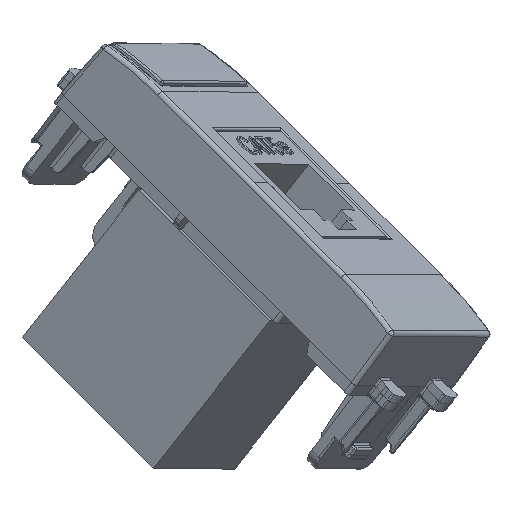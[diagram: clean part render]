
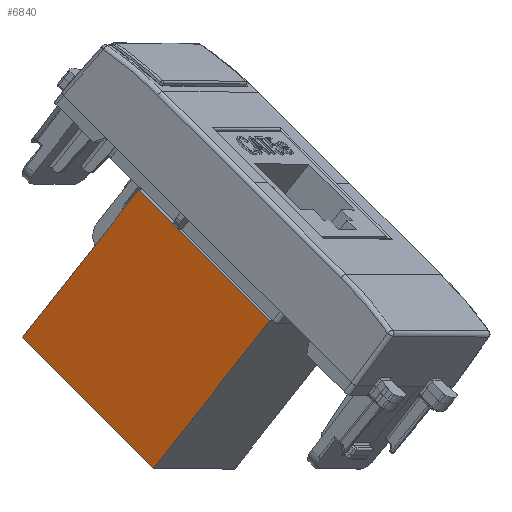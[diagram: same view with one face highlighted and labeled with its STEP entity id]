
A CAD part, isometric view. The second image highlights one B-rep face of the part: STEP entity #6840.
In plain terms, the highlighted face is planar.
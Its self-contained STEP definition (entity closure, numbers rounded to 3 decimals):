
#6691=CARTESIAN_POINT('Vertex',(-9.,-10.,15.3)) ;
#6705=CARTESIAN_POINT('Vertex',(-9.,10.,15.3)) ;
#6708=CARTESIAN_POINT('Line Origine',(-9.,0.,15.3)) ;
#6750=CARTESIAN_POINT('Line Origine',(-9.,0.,-4.7)) ;
#6754=CARTESIAN_POINT('Vertex',(-9.,-10.,-4.7)) ;
#6756=CARTESIAN_POINT('Vertex',(-9.,10.,-4.7)) ;
#6795=CARTESIAN_POINT('Line Origine',(-9.,-10.,5.3)) ;
#6824=CARTESIAN_POINT('Axis2P3D Location',(-9.,-10.,15.3)) ;
#6829=CARTESIAN_POINT('Line Origine',(-9.,10.,5.3)) ;
#6709=DIRECTION('Vector Direction',(0.,1.,0.)) ;
#6751=DIRECTION('Vector Direction',(0.,1.,0.)) ;
#6796=DIRECTION('Vector Direction',(0.,0.,-1.)) ;
#6825=DIRECTION('Axis2P3D Direction',(-1.,0.,0.)) ;
#6826=DIRECTION('Axis2P3D XDirection',(0.,1.,0.)) ;
#6830=DIRECTION('Vector Direction',(0.,0.,-1.)) ;
#6827=AXIS2_PLACEMENT_3D('Plane Axis2P3D',#6824,#6825,#6826) ;
#6835=ORIENTED_EDGE('',*,*,#6799,.F.) ;
#6836=ORIENTED_EDGE('',*,*,#6712,.T.) ;
#6837=ORIENTED_EDGE('',*,*,#6833,.T.) ;
#6838=ORIENTED_EDGE('',*,*,#6758,.F.) ;
#6710=VECTOR('Line Direction',#6709,1.) ;
#6752=VECTOR('Line Direction',#6751,1.) ;
#6797=VECTOR('Line Direction',#6796,1.) ;
#6831=VECTOR('Line Direction',#6830,1.) ;
#6840=ADVANCED_FACE('PartBody',(#6839),#6828,.T.) ;
#6712=EDGE_CURVE('',#6692,#6706,#6711,.T.) ;
#6758=EDGE_CURVE('',#6755,#6757,#6753,.T.) ;
#6799=EDGE_CURVE('',#6692,#6755,#6798,.T.) ;
#6833=EDGE_CURVE('',#6706,#6757,#6832,.T.) ;
#6834=EDGE_LOOP('',(#6835,#6836,#6837,#6838)) ;
#6839=FACE_OUTER_BOUND('',#6834,.T.) ;
#6711=LINE('Line',#6708,#6710) ;
#6753=LINE('Line',#6750,#6752) ;
#6798=LINE('Line',#6795,#6797) ;
#6832=LINE('Line',#6829,#6831) ;
#6828=PLANE('',#6827) ;
#6692=VERTEX_POINT('',#6691) ;
#6706=VERTEX_POINT('',#6705) ;
#6755=VERTEX_POINT('',#6754) ;
#6757=VERTEX_POINT('',#6756) ;
